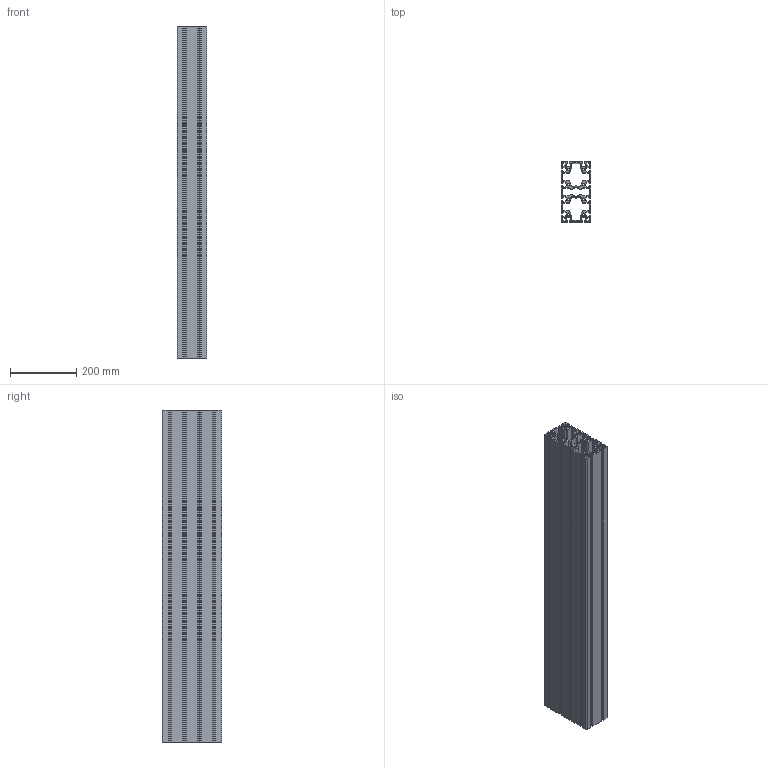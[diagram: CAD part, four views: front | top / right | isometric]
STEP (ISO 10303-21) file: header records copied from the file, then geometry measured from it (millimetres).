
FILE_DESCRIPTION(/* description */ ('PROF.ALL. 90X180 RINF. CENTR.12C '),/* implementation_level */ '2;1');
FILE_NAME(/* name */ 'BPRDD0000564.stp',/* time_stamp */ '2022-12-12T11:23:27+01:00',/* author */ ('tecnico7'),/* organization */ (''),/* preprocessor_version */ 'ST-DEVELOPER v18.1',/* originating_system */ 'Autodesk Inventor 2022',/* authorisation */ '');
FILE_SCHEMA (('AUTOMOTIVE_DESIGN { 1 0 10303 214 3 1 1 }'));
Length unit declared in the file: millimetre
Products named in the file (1): BPRDD0000564
Bounding box: 90 x 180 x 1000 mm (x, y, z)
Volume: 4435347.5 mm3; surface area: 2142546.2 mm2
Topology: 1 solids, 1 shells, 410 faces, 1224 edges, 816 vertices
Faces by surface type: plane 218, cylinder 192
Full cylindrical faces by diameter (mm): 7.3 x8
Entity records: 13975 total; most frequent: CARTESIAN_POINT 2451, ORIENTED_EDGE 2448, DIRECTION 2430, EDGE_CURVE 1224, LINE 840, VECTOR 840, VERTEX_POINT 816, AXIS2_PLACEMENT_3D 795
